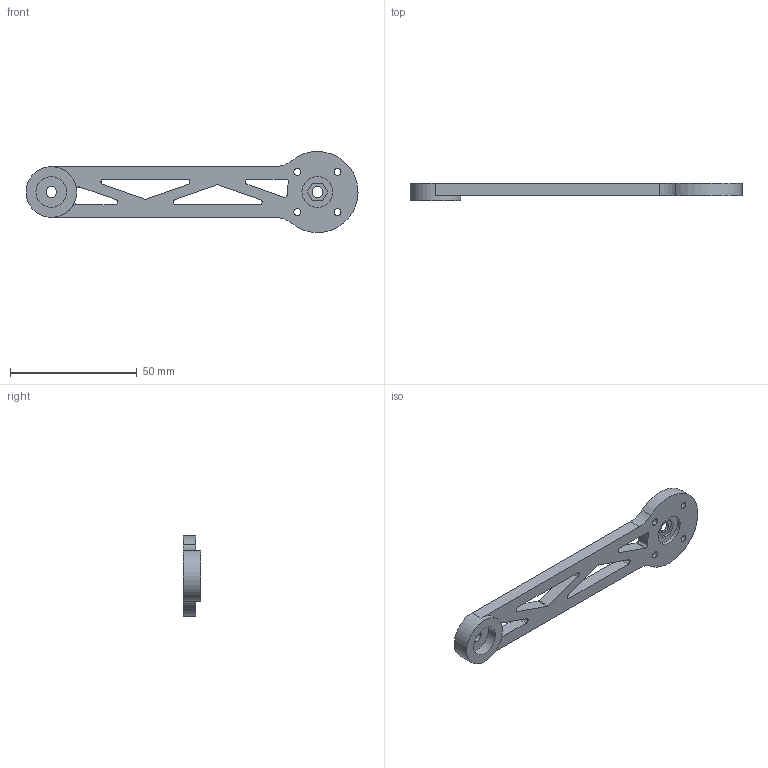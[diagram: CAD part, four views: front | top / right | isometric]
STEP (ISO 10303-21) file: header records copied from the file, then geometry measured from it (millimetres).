
FILE_DESCRIPTION(('HOOPS Exchange Step'),'2;1');
FILE_NAME('temp_export','2025-01-01T20:13:26+08:00',('吴桂斌'),('Shapr3D Limited'),'HOOPS Exchange 2024.6','Shapr3D','Authorized');
FILE_SCHEMA( ('AP242_MANAGED_MODEL_BASED_3D_ENGINEERING_MIM_LF {1 0 10303 442 1 1 4 }') );
Length unit declared in the file: millimetre
Products named in the file (3): 小腿.STEP; shapr3d_export_2024-12-28_17h02m.step; root
Assembly tree (2 placements, depth 3):
  root
    shapr3d_export_2024-12-28_17h02m.step
      小腿.STEP
Bounding box: 131 x 7 x 32 mm (x, y, z)
Volume: 10927.3 mm3; surface area: 7773.5 mm2
Topology: 1 solids, 1 shells, 64 faces, 161 edges, 107 vertices
Faces by surface type: cylinder 34, plane 30
Full cylindrical faces by diameter (mm): 2.7 x4, 4.2 x2, 5 x4, 10.2 x2, 12.2 x2, 20 x1
Entity records: 2074 total; most frequent: DIRECTION 372, CARTESIAN_POINT 338, ORIENTED_EDGE 322, EDGE_CURVE 161, AXIS2_PLACEMENT_3D 141, VERTEX_POINT 107, EDGE_LOOP 92, FACE_BOUND 92
